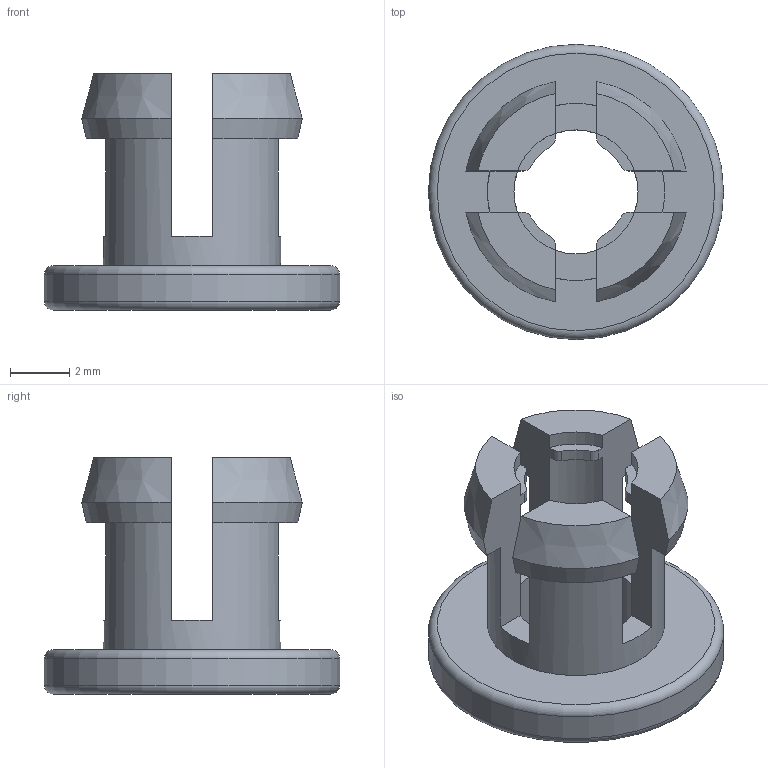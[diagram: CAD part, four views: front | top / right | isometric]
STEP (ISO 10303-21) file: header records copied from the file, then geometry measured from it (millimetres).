
FILE_DESCRIPTION(/* description */ (''),/* implementation_level */ '2;1');
FILE_NAME(/* name */ 'Collet ID4.2_OD6 v0.step',/* time_stamp */ '2024-10-07T09:07:41+10:00',/* author */ (''),/* organization */ (''),/* preprocessor_version */ 'ST-DEVELOPER v20',/* originating_system */ 'Autodesk Translation Framework v13.20.0.188',/* authorisation */ '');
FILE_SCHEMA (('AUTOMOTIVE_DESIGN { 1 0 10303 214 3 1 1 }'));
Length unit declared in the file: millimetre
Products named in the file (1): Collet ID4.2_OD6
Bounding box: 10 x 10 x 8 mm (x, y, z)
Volume: 183.8 mm3; surface area: 417 mm2
Topology: 1 solids, 1 shells, 59 faces, 169 edges, 112 vertices
Faces by surface type: plane 30, cylinder 19, cone 8, torus 2
Full cylindrical faces by diameter (mm): 4.2 x1, 6 x1, 10 x1
Entity records: 2010 total; most frequent: CARTESIAN_POINT 373, DIRECTION 343, ORIENTED_EDGE 338, EDGE_CURVE 169, AXIS2_PLACEMENT_3D 130, VERTEX_POINT 112, LINE 83, VECTOR 83
